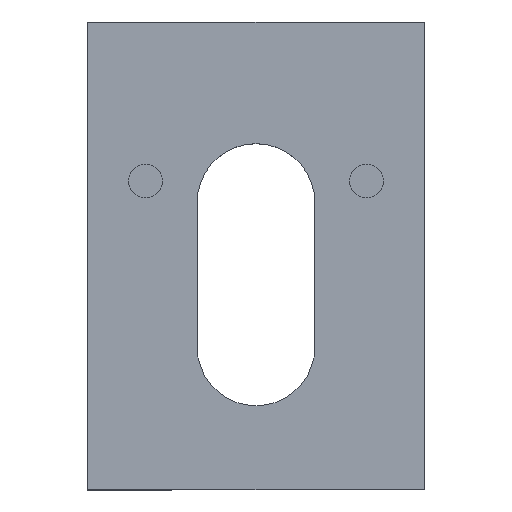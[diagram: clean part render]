
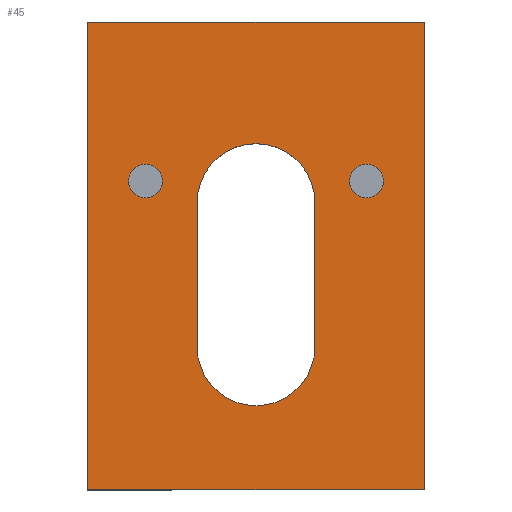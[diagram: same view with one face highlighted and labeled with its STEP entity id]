
A CAD part, top view. The second image highlights one B-rep face of the part: STEP entity #45.
In plain terms, the highlighted planar face has unit normal (0, 0, 1).
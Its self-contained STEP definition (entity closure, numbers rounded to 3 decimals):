
#29 = ORIENTED_EDGE ( 'NONE', *, *, #117, .F. ) ;
#30 = ORIENTED_EDGE ( 'NONE', *, *, #65, .T. ) ;
#38 = EDGE_CURVE ( 'NONE', #84, #116, #289, .T. ) ;
#39 = EDGE_LOOP ( 'NONE', ( #40, #62, #64, #30 ) ) ;
#40 = ORIENTED_EDGE ( 'NONE', *, *, #38, .T. ) ;
#41 = VERTEX_POINT ( 'NONE', #279 ) ;
#42 = EDGE_CURVE ( 'NONE', #70, #71, #282, .T. ) ;
#45 = ADVANCED_FACE ( 'NONE', ( #273, #281, #277, #268 ), #214, .T. ) ;
#62 = ORIENTED_EDGE ( 'NONE', *, *, #83, .T. ) ;
#63 = EDGE_CURVE ( 'NONE', #118, #82, #336, .T. ) ;
#64 = ORIENTED_EDGE ( 'NONE', *, *, #63, .T. ) ;
#65 = EDGE_CURVE ( 'NONE', #82, #84, #332, .T. ) ;
#66 = EDGE_CURVE ( 'NONE', #71, #81, #328, .T. ) ;
#67 = ORIENTED_EDGE ( 'NONE', *, *, #73, .F. ) ;
#68 = EDGE_LOOP ( 'NONE', ( #69, #74, #78, #67 ) ) ;
#69 = ORIENTED_EDGE ( 'NONE', *, *, #66, .F. ) ;
#70 = VERTEX_POINT ( 'NONE', #333 ) ;
#71 = VERTEX_POINT ( 'NONE', #323 ) ;
#73 = EDGE_CURVE ( 'NONE', #81, #41, #324, .T. ) ;
#74 = ORIENTED_EDGE ( 'NONE', *, *, #42, .F. ) ;
#75 = EDGE_CURVE ( 'NONE', #41, #70, #321, .T. ) ;
#78 = ORIENTED_EDGE ( 'NONE', *, *, #75, .F. ) ;
#79 = EDGE_CURVE ( 'NONE', #147, #129, #374, .T. ) ;
#81 = VERTEX_POINT ( 'NONE', #373 ) ;
#82 = VERTEX_POINT ( 'NONE', #375 ) ;
#83 = EDGE_CURVE ( 'NONE', #116, #118, #372, .T. ) ;
#84 = VERTEX_POINT ( 'NONE', #365 ) ;
#85 = ORIENTED_EDGE ( 'NONE', *, *, #149, .F. ) ;
#116 = VERTEX_POINT ( 'NONE', #185 ) ;
#117 = EDGE_CURVE ( 'NONE', #148, #127, #189, .T. ) ;
#118 = VERTEX_POINT ( 'NONE', #296 ) ;
#123 = EDGE_LOOP ( 'NONE', ( #29, #85 ) ) ;
#127 = VERTEX_POINT ( 'NONE', #257 ) ;
#129 = VERTEX_POINT ( 'NONE', #178 ) ;
#146 = EDGE_CURVE ( 'NONE', #129, #147, #245, .T. ) ;
#147 = VERTEX_POINT ( 'NONE', #425 ) ;
#148 = VERTEX_POINT ( 'NONE', #491 ) ;
#149 = EDGE_CURVE ( 'NONE', #127, #148, #438, .T. ) ;
#154 = ORIENTED_EDGE ( 'NONE', *, *, #146, .F. ) ;
#155 = EDGE_LOOP ( 'NONE', ( #157, #154 ) ) ;
#157 = ORIENTED_EDGE ( 'NONE', *, *, #79, .F. ) ;
#178 = CARTESIAN_POINT ( 'NONE',  ( 6.8, 4., 3. ) ) ;
#179 = DIRECTION ( 'NONE',  ( 1., 0., 0. ) ) ;
#180 = DIRECTION ( 'NONE',  ( 0., 0., 1. ) ) ;
#181 = CARTESIAN_POINT ( 'NONE',  ( -5.9, 4., 3. ) ) ;
#182 = AXIS2_PLACEMENT_3D ( 'NONE', #181, #180, #179 ) ;
#185 = CARTESIAN_POINT ( 'NONE',  ( -9., -12.5, 3. ) ) ;
#189 = CIRCLE ( 'NONE', #182, 0.9 ) ;
#207 = AXIS2_PLACEMENT_3D ( 'NONE', #275, #274, #265 ) ;
#214 = PLANE ( 'NONE',  #207 ) ;
#232 = DIRECTION ( 'NONE',  ( 1., 0., 0. ) ) ;
#233 = DIRECTION ( 'NONE',  ( 0., 0., 1. ) ) ;
#234 = CARTESIAN_POINT ( 'NONE',  ( 5.9, 4., 3. ) ) ;
#238 = AXIS2_PLACEMENT_3D ( 'NONE', #234, #233, #232 ) ;
#245 = CIRCLE ( 'NONE', #238, 0.9 ) ;
#257 = CARTESIAN_POINT ( 'NONE',  ( -5., 4., 3. ) ) ;
#265 = DIRECTION ( 'NONE',  ( 1., 0., 0. ) ) ;
#268 = FACE_BOUND ( 'NONE', #155, .T. ) ;
#269 = DIRECTION ( 'NONE',  ( 1., 0., 0. ) ) ;
#270 = DIRECTION ( 'NONE',  ( 0., 0., 1. ) ) ;
#271 = CARTESIAN_POINT ( 'NONE',  ( 0., -4.85, 3. ) ) ;
#272 = AXIS2_PLACEMENT_3D ( 'NONE', #271, #270, #269 ) ;
#273 = FACE_BOUND ( 'NONE', #123, .T. ) ;
#274 = DIRECTION ( 'NONE',  ( 0., 0., 1. ) ) ;
#275 = CARTESIAN_POINT ( 'NONE',  ( -9., 12.5, 3. ) ) ;
#277 = FACE_BOUND ( 'NONE', #68, .T. ) ;
#279 = CARTESIAN_POINT ( 'NONE',  ( -3.15, 2.85, 3. ) ) ;
#280 = DIRECTION ( 'NONE',  ( 0., -1., 0. ) ) ;
#281 = FACE_OUTER_BOUND ( 'NONE', #39, .T. ) ;
#282 = CIRCLE ( 'NONE', #272, 3.15 ) ;
#287 = VECTOR ( 'NONE', #280, 1000. ) ;
#288 = CARTESIAN_POINT ( 'NONE',  ( -9., -12.5, 3. ) ) ;
#289 = LINE ( 'NONE', #288, #287 ) ;
#296 = CARTESIAN_POINT ( 'NONE',  ( 9., -12.5, 3. ) ) ;
#321 = LINE ( 'NONE', #378, #377 ) ;
#323 = CARTESIAN_POINT ( 'NONE',  ( 3.15, -4.85, 3. ) ) ;
#324 = CIRCLE ( 'NONE', #384, 3.15 ) ;
#325 = DIRECTION ( 'NONE',  ( 0., 1., 0. ) ) ;
#326 = VECTOR ( 'NONE', #325, 1000. ) ;
#327 = CARTESIAN_POINT ( 'NONE',  ( 3.15, -4.85, 3. ) ) ;
#328 = LINE ( 'NONE', #327, #326 ) ;
#329 = DIRECTION ( 'NONE',  ( -1., 0., 0. ) ) ;
#330 = VECTOR ( 'NONE', #329, 1000. ) ;
#331 = CARTESIAN_POINT ( 'NONE',  ( 9., 12.5, 3. ) ) ;
#332 = LINE ( 'NONE', #331, #330 ) ;
#333 = CARTESIAN_POINT ( 'NONE',  ( -3.15, -4.85, 3. ) ) ;
#334 = DIRECTION ( 'NONE',  ( 0., 1., 0. ) ) ;
#335 = VECTOR ( 'NONE', #334, 1000. ) ;
#336 = LINE ( 'NONE', #343, #335 ) ;
#343 = CARTESIAN_POINT ( 'NONE',  ( 9., -12.5, 3. ) ) ;
#362 = DIRECTION ( 'NONE',  ( 1., 0., 0. ) ) ;
#363 = VECTOR ( 'NONE', #362, 1000. ) ;
#364 = CARTESIAN_POINT ( 'NONE',  ( 9., -12.5, 3. ) ) ;
#365 = CARTESIAN_POINT ( 'NONE',  ( -9., 12.5, 3. ) ) ;
#369 = DIRECTION ( 'NONE',  ( 1., 0., 0. ) ) ;
#370 = DIRECTION ( 'NONE',  ( 0., 0., 1. ) ) ;
#371 = CARTESIAN_POINT ( 'NONE',  ( 5.9, 4., 3. ) ) ;
#372 = LINE ( 'NONE', #364, #363 ) ;
#373 = CARTESIAN_POINT ( 'NONE',  ( 3.15, 2.85, 3. ) ) ;
#374 = CIRCLE ( 'NONE', #379, 0.9 ) ;
#375 = CARTESIAN_POINT ( 'NONE',  ( 9., 12.5, 3. ) ) ;
#376 = DIRECTION ( 'NONE',  ( 0., -1., 0. ) ) ;
#377 = VECTOR ( 'NONE', #376, 1000. ) ;
#378 = CARTESIAN_POINT ( 'NONE',  ( -3.15, -4.85, 3. ) ) ;
#379 = AXIS2_PLACEMENT_3D ( 'NONE', #371, #370, #369 ) ;
#381 = DIRECTION ( 'NONE',  ( 1., 0., 0. ) ) ;
#382 = DIRECTION ( 'NONE',  ( 0., 0., 1. ) ) ;
#383 = CARTESIAN_POINT ( 'NONE',  ( 0., 2.85, 3. ) ) ;
#384 = AXIS2_PLACEMENT_3D ( 'NONE', #383, #382, #381 ) ;
#424 = CARTESIAN_POINT ( 'NONE',  ( -5.9, 4., 3. ) ) ;
#425 = CARTESIAN_POINT ( 'NONE',  ( 5., 4., 3. ) ) ;
#426 = AXIS2_PLACEMENT_3D ( 'NONE', #424, #440, #442 ) ;
#438 = CIRCLE ( 'NONE', #426, 0.9 ) ;
#440 = DIRECTION ( 'NONE',  ( 0., 0., 1. ) ) ;
#442 = DIRECTION ( 'NONE',  ( 1., 0., 0. ) ) ;
#491 = CARTESIAN_POINT ( 'NONE',  ( -6.8, 4., 3. ) ) ;
